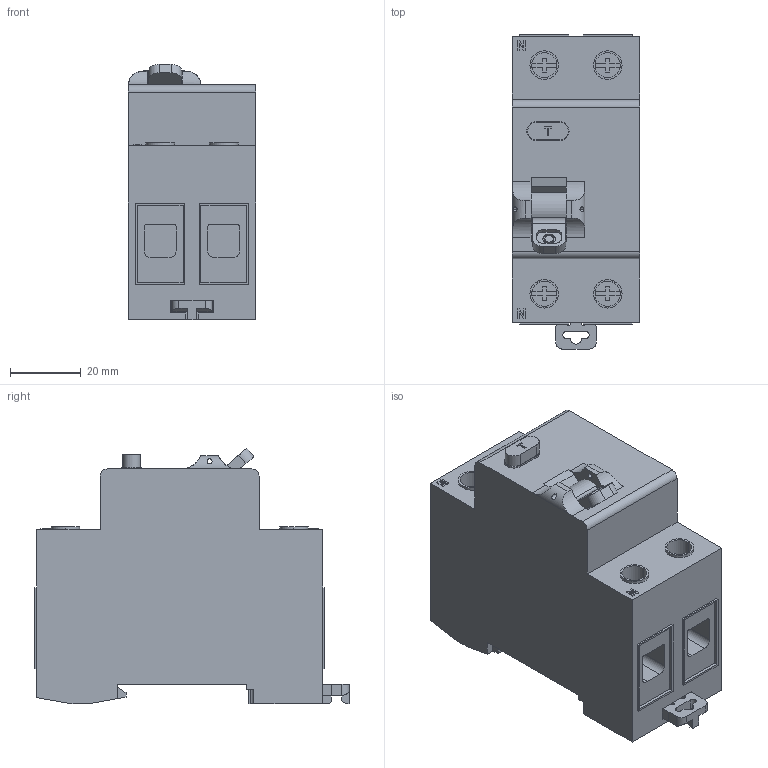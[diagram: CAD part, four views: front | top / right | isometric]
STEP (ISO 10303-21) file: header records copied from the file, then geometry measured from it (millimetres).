
FILE_DESCRIPTION((''),'2;1');
FILE_NAME('SB109199_3D-SIMPLIFIED_ASM','2012-09-24T',('Nyco'),(''),'PRO/ENGINEER BY PARAMETRIC TECHNOLOGY CORPORATION, 2006170','PRO/ENGINEER BY PARAMETRIC TECHNOLOGY CORPORATION, 2006170','');
FILE_SCHEMA(('CONFIG_CONTROL_DESIGN'));
Length unit declared in the file: millimetre
Products named in the file (6): COQUE; VIS_7D; CLIP_02; BOUTON_01; MANETTE; SB109199_3D-SIMPLIFIED_ASM
Assembly tree (8 placements, depth 2):
  SB109199_3D-SIMPLIFIED_ASM
    COQUE
    VIS_7D  x4
    CLIP_02
    BOUTON_01
    MANETTE
Bounding box: 36 x 89 x 72.35 mm (x, y, z)
Volume: 151830.2 mm3; surface area: 29723.8 mm2
Topology: 8 solids, 8 shells, 449 faces, 1202 edges, 798 vertices
Faces by surface type: plane 358, cylinder 91
Entity records: 12697 total; most frequent: CARTESIAN_POINT 2328, ORIENTED_EDGE 2152, DIRECTION 2058, EDGE_CURVE 1076, VECTOR 898, LINE 898, VERTEX_POINT 714, AXIS2_PLACEMENT_3D 580
